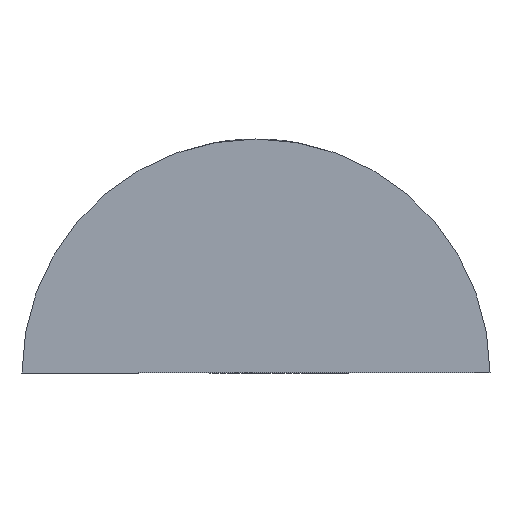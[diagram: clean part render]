
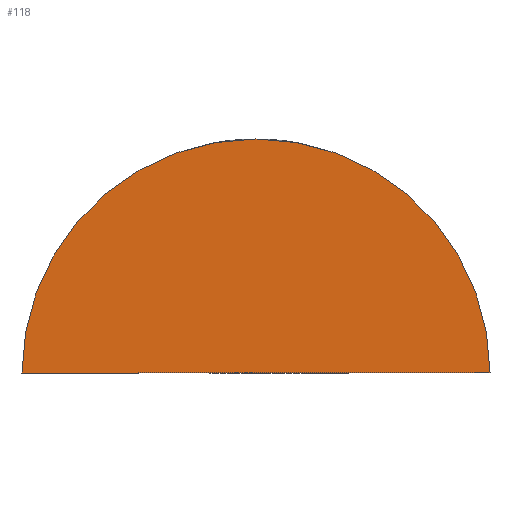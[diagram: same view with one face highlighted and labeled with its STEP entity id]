
A CAD part, front view. The second image highlights one B-rep face of the part: STEP entity #118.
In plain terms, the highlighted planar face has unit normal (0, -1, 0).
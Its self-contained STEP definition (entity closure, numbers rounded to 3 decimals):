
#17=PLANE('',#142);
#27=FACE_OUTER_BOUND('',#37,.T.);
#37=EDGE_LOOP('',(#108,#109));
#46=LINE('',#266,#52);
#52=VECTOR('',#165,10.);
#56=CIRCLE('',#138,10.);
#64=VERTEX_POINT('',#257);
#65=VERTEX_POINT('',#258);
#76=EDGE_CURVE('',#64,#65,#56,.T.);
#80=EDGE_CURVE('',#65,#64,#46,.T.);
#108=ORIENTED_EDGE('',*,*,#80,.F.);
#109=ORIENTED_EDGE('',*,*,#76,.F.);
#118=ADVANCED_FACE('',(#27),#17,.F.);
#138=AXIS2_PLACEMENT_3D('',#259,#157,#158);
#142=AXIS2_PLACEMENT_3D('',#269,#169,#170);
#157=DIRECTION('center_axis',(0.,1.,0.));
#158=DIRECTION('ref_axis',(-1.,0.,0.));
#165=DIRECTION('',(-1.,0.,0.));
#169=DIRECTION('center_axis',(0.,1.,0.));
#170=DIRECTION('ref_axis',(1.,0.,0.));
#257=CARTESIAN_POINT('',(-10.,0.,0.));
#258=CARTESIAN_POINT('',(10.,0.,0.));
#259=CARTESIAN_POINT('Origin',(0.,0.,0.));
#266=CARTESIAN_POINT('',(0.,0.,0.));
#269=CARTESIAN_POINT('Origin',(0.,0.,5.));
